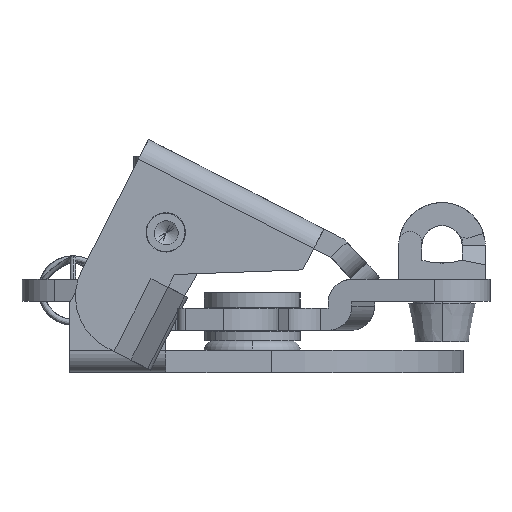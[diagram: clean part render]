
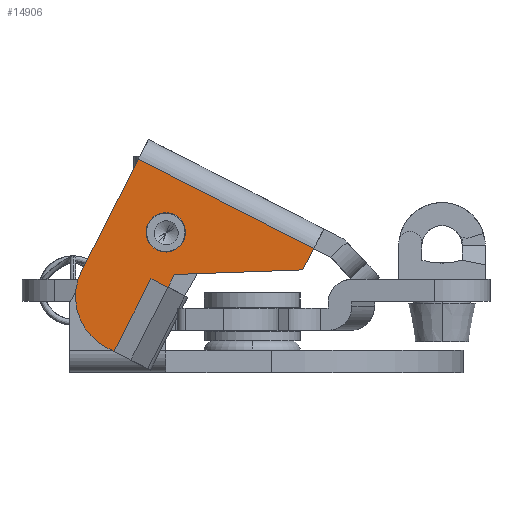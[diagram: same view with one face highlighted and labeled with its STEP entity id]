
A CAD part, left-side view. The second image highlights one B-rep face of the part: STEP entity #14906.
In plain terms, the highlighted planar face has unit normal (-1, 0, 0).
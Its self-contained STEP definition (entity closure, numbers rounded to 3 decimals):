
#139 = EDGE_LOOP ( 'NONE', ( #15493, #15497, #15496, #15498, #15499, #15500, #15501, #15502 ) ) ;
#140 = EDGE_LOOP ( 'NONE', ( #15505, #15504 ) ) ;
#999 = VERTEX_POINT ( 'NONE', #2023 ) ;
#1000 = VERTEX_POINT ( 'NONE', #2024 ) ;
#1013 = VERTEX_POINT ( 'NONE', #2037 ) ;
#1014 = VERTEX_POINT ( 'NONE', #2038 ) ;
#1015 = VERTEX_POINT ( 'NONE', #2039 ) ;
#1016 = VERTEX_POINT ( 'NONE', #2040 ) ;
#1017 = VERTEX_POINT ( 'NONE', #2041 ) ;
#1018 = VERTEX_POINT ( 'NONE', #2042 ) ;
#1019 = VERTEX_POINT ( 'NONE', #2043 ) ;
#1020 = VERTEX_POINT ( 'NONE', #2044 ) ;
#2023 = CARTESIAN_POINT ( 'NONE',  ( -43., 2.05, 0. ) ) ;
#2024 = CARTESIAN_POINT ( 'NONE',  ( -43., -2.05, 0. ) ) ;
#2037 = CARTESIAN_POINT ( 'NONE',  ( -43., -14.5, 5.5 ) ) ;
#2038 = CARTESIAN_POINT ( 'NONE',  ( -43., -14.5, 3. ) ) ;
#2039 = CARTESIAN_POINT ( 'NONE',  ( -43., 6., 5.5 ) ) ;
#2040 = CARTESIAN_POINT ( 'NONE',  ( -43., 6., -7.5 ) ) ;
#2041 = CARTESIAN_POINT ( 'NONE',  ( -43., 0., -13.5 ) ) ;
#2042 = CARTESIAN_POINT ( 'NONE',  ( -43., -2.8, -13.5 ) ) ;
#2043 = CARTESIAN_POINT ( 'NONE',  ( -43., -2.8, -5. ) ) ;
#2044 = CARTESIAN_POINT ( 'NONE',  ( -43., -2.8, -3.5 ) ) ;
#2680 = EDGE_CURVE ( 'NONE', #999, #1000, #3203, .T. ) ;
#2681 = EDGE_CURVE ( 'NONE', #1014, #1020, #2847, .T. ) ;
#2682 = EDGE_CURVE ( 'NONE', #1020, #1019, #2850, .T. ) ;
#2683 = EDGE_CURVE ( 'NONE', #1018, #1019, #2853, .T. ) ;
#2684 = EDGE_CURVE ( 'NONE', #1018, #1017, #2856, .T. ) ;
#2685 = EDGE_CURVE ( 'NONE', #1017, #1016, #3204, .T. ) ;
#2686 = EDGE_CURVE ( 'NONE', #1016, #1015, #2862, .T. ) ;
#2687 = EDGE_CURVE ( 'NONE', #1013, #1014, #2865, .T. ) ;
#2688 = EDGE_CURVE ( 'NONE', #1013, #1015, #2868, .T. ) ;
#2825 = CARTESIAN_POINT ( 'NONE',  ( -43., 0., 0. ) ) ;
#2844 = DIRECTION ( 'NONE',  ( 1., 0., 0. ) ) ;
#2845 = DIRECTION ( 'NONE',  ( 0., 1., 0. ) ) ;
#2846 = CARTESIAN_POINT ( 'NONE',  ( -43., 0., -7.5 ) ) ;
#2847 = LINE ( 'NONE', #2848, #14681 ) ;
#2848 = CARTESIAN_POINT ( 'NONE',  ( -43., -14.5, 3. ) ) ;
#2849 = DIRECTION ( 'NONE',  ( 0., 0.874, -0.486 ) ) ;
#2850 = LINE ( 'NONE', #2851, #14682 ) ;
#2851 = CARTESIAN_POINT ( 'NONE',  ( -43., -2.8, -3.5 ) ) ;
#2852 = DIRECTION ( 'NONE',  ( 0., 0., -1. ) ) ;
#2853 = LINE ( 'NONE', #2854, #14683 ) ;
#2854 = CARTESIAN_POINT ( 'NONE',  ( -43., -2.8, -13.5 ) ) ;
#2855 = DIRECTION ( 'NONE',  ( 0., 0., 1. ) ) ;
#2856 = LINE ( 'NONE', #2857, #14685 ) ;
#2857 = CARTESIAN_POINT ( 'NONE',  ( -43., -2.8, -13.5 ) ) ;
#2858 = DIRECTION ( 'NONE',  ( 0., 1., 0. ) ) ;
#2859 = DIRECTION ( 'NONE',  ( 1., 0., 0. ) ) ;
#2860 = DIRECTION ( 'NONE',  ( 0., 1., 0. ) ) ;
#2862 = LINE ( 'NONE', #2863, #14686 ) ;
#2863 = CARTESIAN_POINT ( 'NONE',  ( -43., 6., -7.5 ) ) ;
#2864 = DIRECTION ( 'NONE',  ( 0., 0., 1. ) ) ;
#2865 = LINE ( 'NONE', #2866, #14688 ) ;
#2866 = CARTESIAN_POINT ( 'NONE',  ( -43., -14.5, 7.8 ) ) ;
#2867 = DIRECTION ( 'NONE',  ( 0., 0., -1. ) ) ;
#2868 = LINE ( 'NONE', #2869, #14689 ) ;
#2869 = CARTESIAN_POINT ( 'NONE',  ( -43., 6., 5.5 ) ) ;
#2870 = DIRECTION ( 'NONE',  ( 0., 1., 0. ) ) ;
#3203 = CIRCLE ( 'NONE', #14679, 2.05 ) ;
#3204 = CIRCLE ( 'NONE', #14684, 6. ) ;
#5155 = CIRCLE ( 'NONE', #6794, 2.05 ) ;
#6794 = AXIS2_PLACEMENT_3D ( 'NONE', #6836, #6837, #6838 ) ;
#6836 = CARTESIAN_POINT ( 'NONE',  ( -43., 0., 0. ) ) ;
#6837 = DIRECTION ( 'NONE',  ( 1., 0., 0. ) ) ;
#6838 = DIRECTION ( 'NONE',  ( 0., 1., 0. ) ) ;
#8344 = FACE_OUTER_BOUND ( 'NONE', #139, .T. ) ;
#8347 = FACE_BOUND ( 'NONE', #140, .T. ) ;
#8350 = AXIS2_PLACEMENT_3D ( 'NONE', #13156, #13157, #13158 ) ;
#13155 = PLANE ( 'NONE',  #8350 ) ;
#13156 = CARTESIAN_POINT ( 'NONE',  ( -43., 0., -7.5 ) ) ;
#13157 = DIRECTION ( 'NONE',  ( -1., 0., 0. ) ) ;
#13158 = DIRECTION ( 'NONE',  ( 0., 1., 0. ) ) ;
#14203 = EDGE_CURVE ( 'NONE', #1000, #999, #5155, .T. ) ;
#14679 = AXIS2_PLACEMENT_3D ( 'NONE', #2825, #2844, #2845 ) ;
#14681 = VECTOR ( 'NONE', #2849, 1000. ) ;
#14682 = VECTOR ( 'NONE', #2852, 1000. ) ;
#14683 = VECTOR ( 'NONE', #2855, 1000. ) ;
#14684 = AXIS2_PLACEMENT_3D ( 'NONE', #2846, #2859, #2860 ) ;
#14685 = VECTOR ( 'NONE', #2858, 1000. ) ;
#14686 = VECTOR ( 'NONE', #2864, 1000. ) ;
#14688 = VECTOR ( 'NONE', #2867, 1000. ) ;
#14689 = VECTOR ( 'NONE', #2870, 1000. ) ;
#14906 = ADVANCED_FACE ( 'NONE', ( #8344, #8347 ), #13155, .T. ) ;
#15493 = ORIENTED_EDGE ( 'NONE', *, *, #2687, .F. ) ;
#15496 = ORIENTED_EDGE ( 'NONE', *, *, #2686, .F. ) ;
#15497 = ORIENTED_EDGE ( 'NONE', *, *, #2688, .T. ) ;
#15498 = ORIENTED_EDGE ( 'NONE', *, *, #2685, .F. ) ;
#15499 = ORIENTED_EDGE ( 'NONE', *, *, #2684, .F. ) ;
#15500 = ORIENTED_EDGE ( 'NONE', *, *, #2683, .T. ) ;
#15501 = ORIENTED_EDGE ( 'NONE', *, *, #2682, .F. ) ;
#15502 = ORIENTED_EDGE ( 'NONE', *, *, #2681, .F. ) ;
#15504 = ORIENTED_EDGE ( 'NONE', *, *, #2680, .T. ) ;
#15505 = ORIENTED_EDGE ( 'NONE', *, *, #14203, .T. ) ;
